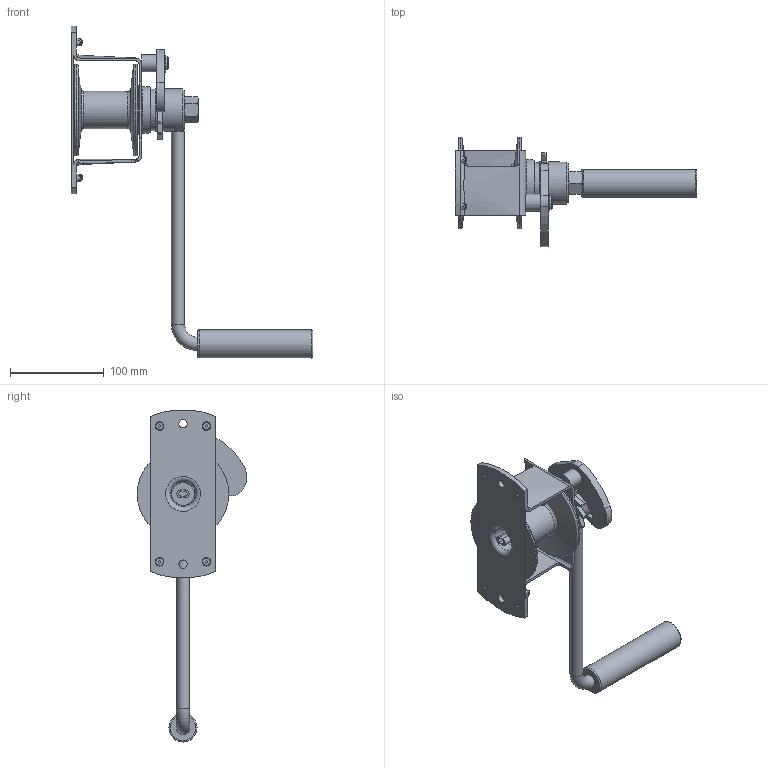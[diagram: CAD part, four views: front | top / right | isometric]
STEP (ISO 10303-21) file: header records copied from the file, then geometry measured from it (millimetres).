
FILE_DESCRIPTION(('STEP AP214'),'1');
FILE_NAME('PMH Vinsch HN 80-125.stp','2013-06-19T11:45:59',(' '),(' '),'Spatial InterOp 3D',' ',' ');
FILE_SCHEMA(('automotive_design'));
Length unit declared in the file: metre
Products named in the file (4): PMH Vinsch HN 80-125; 3; 2; 1
Assembly tree (3 placements, depth 2):
  PMH Vinsch HN 80-125
    3
    2
    1
Bounding box: 258 x 117.2 x 354.71 mm (x, y, z)
Volume: 433132.5 mm3; surface area: 149288.9 mm2
Topology: 3 solids, 3 shells, 390 faces, 955 edges, 609 vertices
Faces by surface type: plane 191, cylinder 100, cone 71, torus 16, bspline 12
Full cylindrical faces by diameter (mm): 1.7 x2, 4 x8, 4.3 x4, 8 x4, 9 x2, 10 x1, 13 x1, 14 x4, 14.1 x1, 18 x1, 27 x1, 30 x1, 40 x1, 44 x2, 45 x2, 46 x1, 98 x2
Entity records: 26535 total; most frequent: CARTESIAN_POINT 14759, ORIENTED_EDGE 1728, DIRECTION 1681, EDGE_CURVE 864, AXIS2_PLACEMENT_3D 652, VERTEX_POINT 597, EDGE_LOOP 525, FACE_OUTER_BOUND 442
